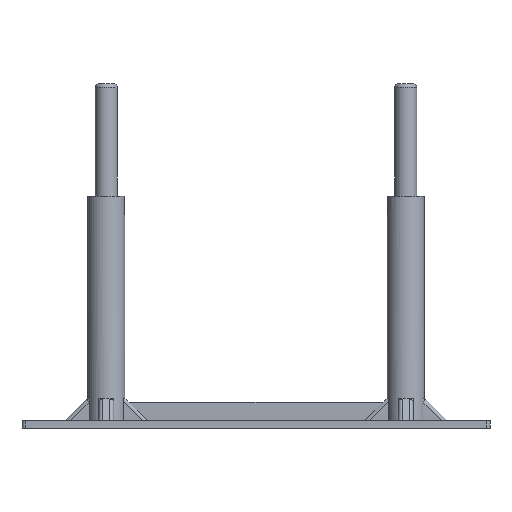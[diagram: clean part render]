
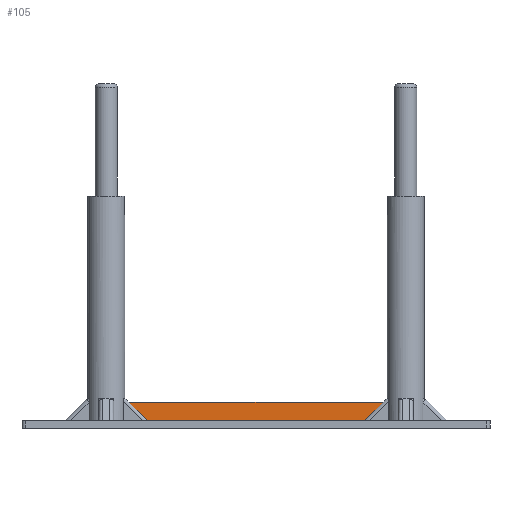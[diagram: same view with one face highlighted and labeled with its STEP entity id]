
A CAD part, left-side view. The second image highlights one B-rep face of the part: STEP entity #105.
In plain terms, the highlighted planar face has unit normal (-1, 0, 0).
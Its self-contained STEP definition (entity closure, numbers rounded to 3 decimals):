
#105=ADVANCED_FACE('',(#570),#572,.T.);
#570=FACE_BOUND('',#571,.T.);
#571=EDGE_LOOP('',(#6380,#6381,#6382,#6383));
#572=PLANE('',#573);
#573=AXIS2_PLACEMENT_3D('',#574,#575,#576);
#574=CARTESIAN_POINT('',(-1.5,36.,2.));
#575=DIRECTION('',(-1.,0.,0.));
#576=DIRECTION('',(0.,-1.,0.));
#6380=ORIENTED_EDGE('',*,*,#6815,.T.);
#6381=ORIENTED_EDGE('',*,*,#6816,.F.);
#6382=ORIENTED_EDGE('',*,*,#6817,.F.);
#6383=ORIENTED_EDGE('',*,*,#6704,.T.);
#6704=EDGE_CURVE('',#7074,#7072,#7075,.T.);
#6815=EDGE_CURVE('',#7072,#7242,#7247,.T.);
#6816=EDGE_CURVE('',#7248,#7242,#7249,.T.);
#6817=EDGE_CURVE('',#7074,#7248,#7250,.T.);
#7072=VERTEX_POINT('',#7965);
#7074=VERTEX_POINT('',#7970);
#7075=LINE('',#7971,#7972);
#7242=VERTEX_POINT('',#8992);
#7247=LINE('',#9003,#9004);
#7248=VERTEX_POINT('',#9006);
#7249=LINE('',#9007,#9008);
#7250=LINE('',#9010,#9011);
#7965=CARTESIAN_POINT('',(-1.5,-29.,2.));
#7970=CARTESIAN_POINT('',(-1.5,29.,2.));
#7971=CARTESIAN_POINT('',(-1.5,29.,2.));
#7972=VECTOR('',#7973,1.);
#7973=DIRECTION('',(0.,-1.,0.));
#8992=CARTESIAN_POINT('',(-1.5,-34.,7.));
#9003=CARTESIAN_POINT('',(-1.5,-29.,2.));
#9004=VECTOR('',#9005,1.);
#9005=DIRECTION('',(0.,-0.707,0.707));
#9006=CARTESIAN_POINT('',(-1.5,34.,7.));
#9007=CARTESIAN_POINT('',(-1.5,34.,7.));
#9008=VECTOR('',#9009,1.);
#9009=DIRECTION('',(0.,-1.,0.));
#9010=CARTESIAN_POINT('',(-1.5,29.,2.));
#9011=VECTOR('',#9012,1.);
#9012=DIRECTION('',(0.,0.707,0.707));
